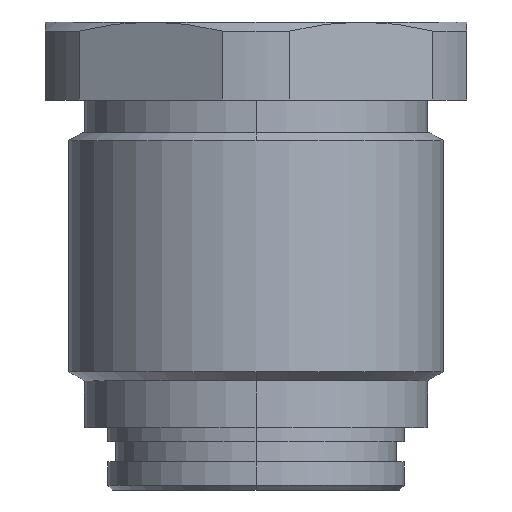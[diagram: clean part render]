
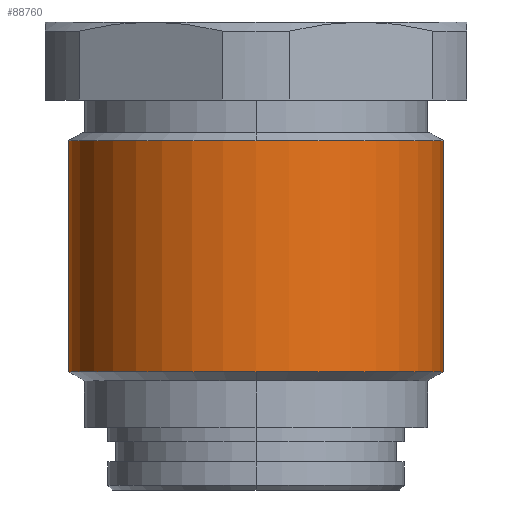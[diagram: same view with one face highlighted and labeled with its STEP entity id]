
A CAD part, left-side view. The second image highlights one B-rep face of the part: STEP entity #88760.
In plain terms, the highlighted cylindrical face has radius 12 mm (diameter 24 mm), a partial arc.
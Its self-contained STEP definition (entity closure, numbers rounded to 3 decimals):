
#77950=CARTESIAN_POINT('',(52.,48.,18.4));
#77960=DIRECTION('',(0.,0.,1.));
#77970=DIRECTION('',(1.,0.,0.));
#77980=AXIS2_PLACEMENT_3D('',#77950,#77960,#77970);
#77990=CIRCLE('',#77980,12.);
#78020=CARTESIAN_POINT('',(52.,60.,18.4));
#78030=VERTEX_POINT('',#78020);
#78060=CARTESIAN_POINT('',(52.,60.,19.75));
#78070=DIRECTION('',(0.,0.,1.));
#78080=VECTOR('',#78070,1.);
#78090=LINE('',#78060,#78080);
#78100=CARTESIAN_POINT('',(52.,60.,3.577));
#78110=VERTEX_POINT('',#78100);
#78120=EDGE_CURVE('',#78110,#78030,#78090,.T.);
#78140=CARTESIAN_POINT('',(52.,48.,3.577));
#78150=DIRECTION('',(0.,0.,1.));
#78160=DIRECTION('',(1.,0.,0.));
#78170=AXIS2_PLACEMENT_3D('',#78140,#78150,#78160);
#78180=CIRCLE('',#78170,12.);
#78230=CARTESIAN_POINT('',(52.,36.,3.577));
#78240=VERTEX_POINT('',#78230);
#78270=CARTESIAN_POINT('',(52.,36.,19.75));
#78280=DIRECTION('',(0.,0.,1.));
#78290=VECTOR('',#78280,1.);
#78300=LINE('',#78270,#78290);
#78310=CARTESIAN_POINT('',(52.,36.,18.4));
#78320=VERTEX_POINT('',#78310);
#78330=EDGE_CURVE('',#78240,#78320,#78300,.T.);
#78930=CARTESIAN_POINT('',(40.,48.,18.4));
#78940=VERTEX_POINT('',#78930);
#78950=EDGE_CURVE('483018-1193038522-15c55b27c6-0 1217265',#78940,#78320
,#77990,.T.);
#79550=CARTESIAN_POINT('',(40.,48.,3.577));
#79560=VERTEX_POINT('012643-1178198262-15c55b27c6-0 112408',#79550);
#79590=EDGE_CURVE('012643-1178198262-15c55b27c6-0 109205',#79560,#78240,
#78180,.T.);
#88430=EDGE_CURVE('483018-1193038522-15c55b27c6-0 1217265',#78030,#78940
,#77990,.T.);
#88620=CARTESIAN_POINT('',(52.,48.,19.75));
#88630=DIRECTION('',(0.,0.,1.));
#88640=DIRECTION('',(0.,1.,0.));
#88650=AXIS2_PLACEMENT_3D('',#88620,#88630,#88640);
#88660=CYLINDRICAL_SURFACE('',#88650,12.);
#88670=ORIENTED_EDGE('',*,*,#78120,.F.);
#88680=ORIENTED_EDGE('',*,*,#88430,.F.);
#88690=ORIENTED_EDGE('',*,*,#78950,.F.);
#88700=ORIENTED_EDGE('',*,*,#78330,.T.);
#88710=ORIENTED_EDGE('',*,*,#79590,.T.);
#88720=EDGE_CURVE('012643-1178198262-15c55b27c6-0 109205',#78110,#79560,
#78180,.T.);
#88730=ORIENTED_EDGE('',*,*,#88720,.T.);
#88740=EDGE_LOOP('',(#88730,#88710,#88700,#88690,#88680,#88670));
#88750=FACE_OUTER_BOUND('',#88740,.T.);
#88760=ADVANCED_FACE('012643-1178198262-15c55b27c6-0 1386629',(#88750),
#88660,.T.);
